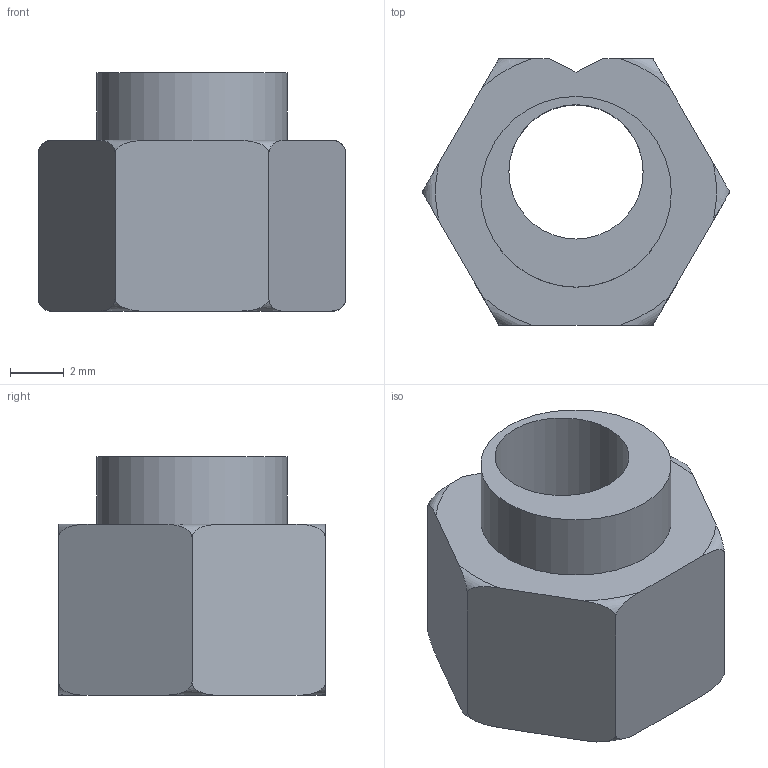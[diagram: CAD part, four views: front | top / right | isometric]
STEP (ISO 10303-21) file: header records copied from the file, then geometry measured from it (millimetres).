
FILE_DESCRIPTION(/* description */ (''),/* implementation_level */ '2;1');
FILE_NAME(/* name */ '1_4 ECCENTRIC SPACERS (10HEX.8.85).stp',/* time_stamp */ '2023-03-01T15:18:00+02:00',/* author */ ('arnold.brand'),/* organization */ (''),/* preprocessor_version */ 'ST-DEVELOPER v19.2',/* originating_system */ 'Autodesk Inventor 2023',/* authorisation */ '');
FILE_SCHEMA (('AUTOMOTIVE_DESIGN { 1 0 10303 214 3 1 1 }'));
Length unit declared in the file: millimetre
Products named in the file (1): 1_4 ECCENTRIC SPACERS (10HEX.8.85)
Bounding box: 11.45 x 9.92 x 8.89 mm (x, y, z)
Volume: 464.6 mm3; surface area: 544.4 mm2
Topology: 1 solids, 1 shells, 26 faces, 69 edges, 46 vertices
Faces by surface type: torus 12, plane 12, cylinder 2
Full cylindrical faces by diameter (mm): 5 x1, 7.1 x1
Entity records: 1072 total; most frequent: CARTESIAN_POINT 406, ORIENTED_EDGE 138, DIRECTION 115, EDGE_CURVE 69, VERTEX_POINT 46, AXIS2_PLACEMENT_3D 43, LINE 29, VECTOR 29
